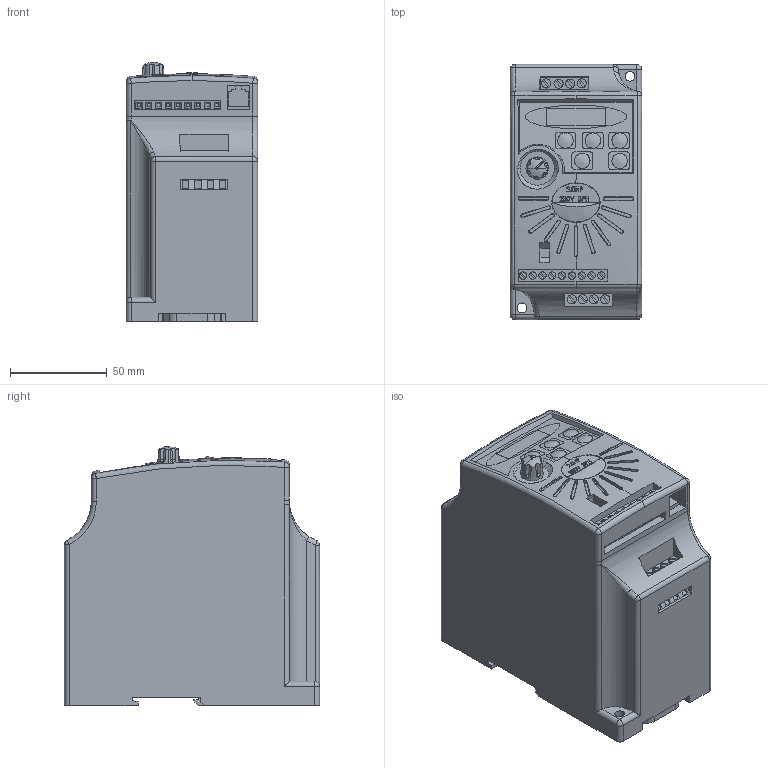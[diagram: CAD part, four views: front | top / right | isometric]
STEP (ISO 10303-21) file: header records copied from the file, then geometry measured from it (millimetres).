
FILE_DESCRIPTION (( 'STEP AP214' ), '1' );
FILE_NAME ('GS1-22P0.STEP', '2016-01-25T15:42:37', ( '' ), ( '' ), 'SwSTEP 2.0', 'SolidWorks 2015', '' );
FILE_SCHEMA (( 'AUTOMOTIVE_DESIGN' ));
Length unit declared in the file: inch
Products named in the file (1): GS1-22P0
Bounding box: 68.07 x 132.08 x 134.23 mm (x, y, z)
Volume: 1007892.4 mm3; surface area: 70628.5 mm2
Topology: 1 solids, 1 shells, 891 faces, 2242 edges, 1431 vertices
Faces by surface type: plane 536, cylinder 168, bspline 141, sphere 26, torus 15, cone 5
Entity records: 44402 total; most frequent: CARTESIAN_POINT 14080, ORIENTED_EDGE 4464, DIRECTION 3859, EDGE_CURVE 2232, VERTEX_POINT 1431, VECTOR 1381, LINE 1381, AXIS2_PLACEMENT_3D 1239
